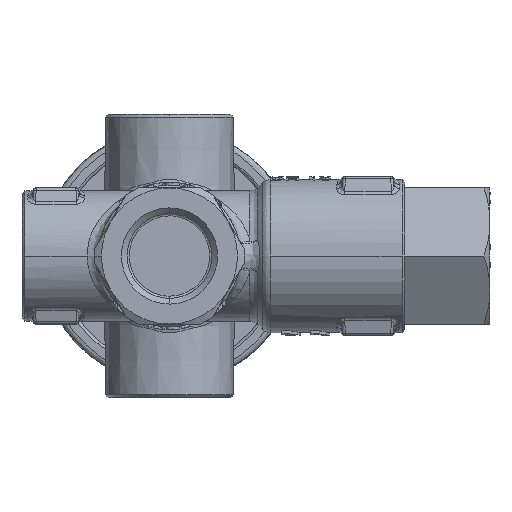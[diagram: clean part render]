
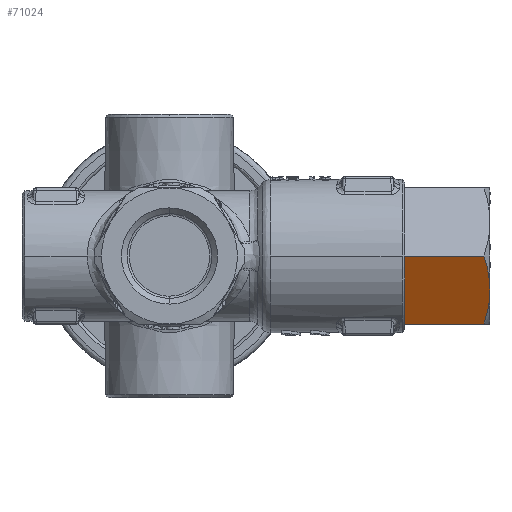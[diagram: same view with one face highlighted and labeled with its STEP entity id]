
A CAD part, front view. The second image highlights one B-rep face of the part: STEP entity #71024.
In plain terms, the highlighted planar face has unit normal (0, -0.866, -0.5).
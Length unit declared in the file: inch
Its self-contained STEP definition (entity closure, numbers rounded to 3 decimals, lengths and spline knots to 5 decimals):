
#1997 = CARTESIAN_POINT ( 'NONE',  ( 2.22441, -0.40915, -0.23622 ) ) ;
#2208 = CARTESIAN_POINT ( 'NONE',  ( 2.18221, -0.27276, -0.47244 ) ) ;
#2501 = VERTEX_POINT ( 'NONE', #1997 ) ;
#8989 = CARTESIAN_POINT ( 'NONE',  ( 2.22441, -0.27276, -0.47244 ) ) ;
#11316 = CARTESIAN_POINT ( 'NONE',  ( 2.22441, -0.54553, 0. ) ) ;
#11875 = CARTESIAN_POINT ( 'NONE',  ( 2.18221, -0.54553, 0. ) ) ;
#12201 = CARTESIAN_POINT ( 'NONE',  ( 1.63386, -0.27276, -0.47244 ) ) ;
#13676 = ORIENTED_EDGE ( 'NONE', *, *, #75746, .F. ) ;
#20522 = DIRECTION ( 'NONE',  ( -1., 0., 0. ) ) ;
#20615 = CARTESIAN_POINT ( 'NONE',  ( 2.22095, -0.36572, -0.31144 ) ) ;
#21669 = EDGE_CURVE ( 'NONE', #92959, #118318, #80949, .T. ) ;
#22990 = B_SPLINE_CURVE_WITH_KNOTS ( 'NONE', 3,
 ( #34440, #89453, #108036, #52881, #117258, #62145 ),
 .UNSPECIFIED., .F., .F.,
 ( 4, 2, 4 ),
 ( 0., 0.5, 1. ),
 .UNSPECIFIED. ) ;
#23572 = VECTOR ( 'NONE', #20522, 39.37008 ) ;
#25282 = EDGE_CURVE ( 'NONE', #65897, #34123, #118510, .T. ) ;
#26949 = DIRECTION ( 'NONE',  ( 0., -0.5, 0.866 ) ) ;
#29842 = CARTESIAN_POINT ( 'NONE',  ( 2.22441, -0.40915, -0.23622 ) ) ;
#31344 = LINE ( 'NONE', #119008, #55758 ) ;
#34123 = VERTEX_POINT ( 'NONE', #110750 ) ;
#34440 = CARTESIAN_POINT ( 'NONE',  ( 2.22441, -0.40915, -0.23622 ) ) ;
#36261 = VECTOR ( 'NONE', #55004, 39.37008 ) ;
#37421 = VERTEX_POINT ( 'NONE', #80715 ) ;
#42363 = CARTESIAN_POINT ( 'NONE',  ( 2.22441, -0.54553, 0. ) ) ;
#44168 = CARTESIAN_POINT ( 'NONE',  ( 1.63386, -0.31072, -0.4067 ) ) ;
#46357 = ORIENTED_EDGE ( 'NONE', *, *, #72565, .T. ) ;
#51601 = DIRECTION ( 'NONE',  ( 0., 0.5, -0.866 ) ) ;
#52881 = CARTESIAN_POINT ( 'NONE',  ( 2.20714, -0.49717, -0.08375 ) ) ;
#53800 = EDGE_LOOP ( 'NONE', ( #113339, #55003, #46357, #64240, #88364, #94278, #13676 ) ) ;
#54447 = EDGE_CURVE ( 'NONE', #118318, #2501, #83979, .T. ) ;
#54901 = VERTEX_POINT ( 'NONE', #44168 ) ;
#55003 = ORIENTED_EDGE ( 'NONE', *, *, #54447, .T. ) ;
#55004 = DIRECTION ( 'NONE',  ( 0., -0.5, 0.866 ) ) ;
#55384 = CARTESIAN_POINT ( 'NONE',  ( 1.63386, -0.31072, -0.4067 ) ) ;
#55758 = VECTOR ( 'NONE', #26949, 39.37008 ) ;
#56534 = CARTESIAN_POINT ( 'NONE',  ( 1.63386, -0.50757, -0.06574 ) ) ;
#57172 = CARTESIAN_POINT ( 'NONE',  ( 2.19653, -0.29757, -0.42948 ) ) ;
#62145 = CARTESIAN_POINT ( 'NONE',  ( 2.18221, -0.54553, 0. ) ) ;
#63963 = DIRECTION ( 'NONE',  ( 1., 0., 0. ) ) ;
#64240 = ORIENTED_EDGE ( 'NONE', *, *, #25282, .T. ) ;
#65897 = VERTEX_POINT ( 'NONE', #11875 ) ;
#67463 = EDGE_CURVE ( 'NONE', #37421, #34123, #99393, .T. ) ;
#71024 = ADVANCED_FACE ( 'NONE', ( #92650 ), #115552, .T. ) ;
#72565 = EDGE_CURVE ( 'NONE', #2501, #65897, #22990, .T. ) ;
#74209 = CARTESIAN_POINT ( 'NONE',  ( 2.18221, -0.27276, -0.47244 ) ) ;
#74905 = VECTOR ( 'NONE', #93603, 39.37008 ) ;
#75667 = CARTESIAN_POINT ( 'NONE',  ( 2.20713, -0.32109, -0.38874 ) ) ;
#75746 = EDGE_CURVE ( 'NONE', #92959, #54901, #31344, .T. ) ;
#75942 = AXIS2_PLACEMENT_3D ( 'NONE', #42363, #106744, #51601 ) ;
#80715 = CARTESIAN_POINT ( 'NONE',  ( 1.63386, -0.50757, -0.06574 ) ) ;
#80949 = LINE ( 'NONE', #8989, #105432 ) ;
#83979 = B_SPLINE_CURVE_WITH_KNOTS ( 'NONE', 3,
 ( #2208, #57172, #75667, #20615, #84964, #29842 ),
 .UNSPECIFIED., .F., .F.,
 ( 4, 2, 4 ),
 ( 0., 0.5, 1. ),
 .UNSPECIFIED. ) ;
#84964 = CARTESIAN_POINT ( 'NONE',  ( 2.22441, -0.38763, -0.27349 ) ) ;
#88364 = ORIENTED_EDGE ( 'NONE', *, *, #67463, .F. ) ;
#89453 = CARTESIAN_POINT ( 'NONE',  ( 2.22441, -0.43066, -0.19897 ) ) ;
#92650 = FACE_OUTER_BOUND ( 'NONE', #53800, .T. ) ;
#92959 = VERTEX_POINT ( 'NONE', #12201 ) ;
#93603 = DIRECTION ( 'NONE',  ( 0., -0.5, 0.866 ) ) ;
#94278 = ORIENTED_EDGE ( 'NONE', *, *, #117928, .F. ) ;
#99393 = LINE ( 'NONE', #56534, #74905 ) ;
#105432 = VECTOR ( 'NONE', #63963, 39.37008 ) ;
#106718 = LINE ( 'NONE', #55384, #36261 ) ;
#106744 = DIRECTION ( 'NONE',  ( 0., -0.866, -0.5 ) ) ;
#108036 = CARTESIAN_POINT ( 'NONE',  ( 2.22094, -0.45261, -0.16094 ) ) ;
#110750 = CARTESIAN_POINT ( 'NONE',  ( 1.63386, -0.54553, 0. ) ) ;
#113339 = ORIENTED_EDGE ( 'NONE', *, *, #21669, .T. ) ;
#115552 = PLANE ( 'NONE',  #75942 ) ;
#117258 = CARTESIAN_POINT ( 'NONE',  ( 2.19653, -0.52072, -0.04297 ) ) ;
#117928 = EDGE_CURVE ( 'NONE', #54901, #37421, #106718, .T. ) ;
#118318 = VERTEX_POINT ( 'NONE', #74209 ) ;
#118510 = LINE ( 'NONE', #11316, #23572 ) ;
#119008 = CARTESIAN_POINT ( 'NONE',  ( 1.63386, -0.27276, -0.47244 ) ) ;
